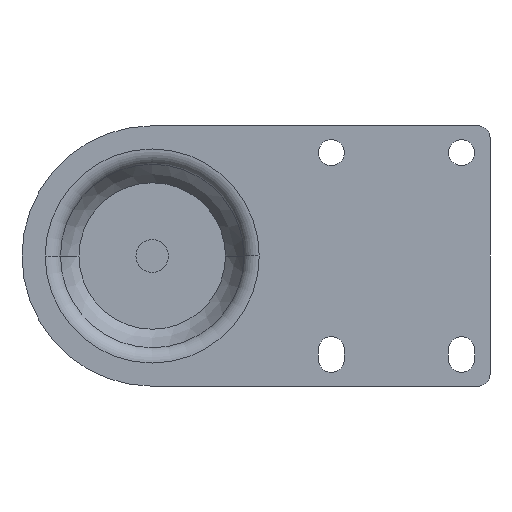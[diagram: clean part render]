
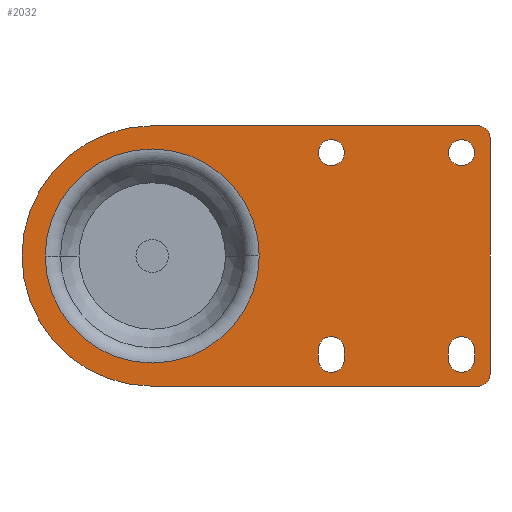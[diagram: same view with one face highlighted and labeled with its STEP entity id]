
A CAD part, left-side view. The second image highlights one B-rep face of the part: STEP entity #2032.
In plain terms, the highlighted planar face has unit normal (-1, 0, 0).
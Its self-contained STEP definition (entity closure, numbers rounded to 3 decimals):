
#33=CARTESIAN_POINT('',(0.,-20.,-14.5));
#34=DIRECTION('',(-1.,0.,0.));
#35=DIRECTION('',(0.,0.,-1.));
#36=AXIS2_PLACEMENT_3D('',#33,#34,#35);
#38=DIRECTION('',(0.,1.,0.));
#39=VECTOR('',#38,40.);
#40=CARTESIAN_POINT('',(0.,-20.,-16.));
#41=LINE('',#40,#39);
#42=CARTESIAN_POINT('',(0.,20.,0.));
#43=DIRECTION('',(1.,0.,0.));
#44=DIRECTION('',(0.,0.,-1.));
#45=AXIS2_PLACEMENT_3D('',#42,#43,#44);
#47=DIRECTION('',(0.,-1.,0.));
#48=VECTOR('',#47,40.);
#49=CARTESIAN_POINT('',(0.,20.,16.));
#50=LINE('',#49,#48);
#51=CARTESIAN_POINT('',(0.,-20.,14.5));
#52=DIRECTION('',(-1.,0.,0.));
#53=DIRECTION('',(0.,-1.,0.));
#54=AXIS2_PLACEMENT_3D('',#51,#52,#53);
#56=DIRECTION('',(0.,0.,-1.));
#57=VECTOR('',#56,29.);
#58=CARTESIAN_POINT('',(0.,-21.5,14.5));
#59=LINE('',#58,#57);
#60=CARTESIAN_POINT('',(0.,-2.,12.7));
#61=DIRECTION('',(-1.,0.,0.));
#62=DIRECTION('',(0.,0.,1.));
#63=AXIS2_PLACEMENT_3D('',#60,#61,#62);
#65=CARTESIAN_POINT('',(0.,-2.,12.7));
#66=DIRECTION('',(-1.,0.,0.));
#67=DIRECTION('',(0.,0.,-1.));
#68=AXIS2_PLACEMENT_3D('',#65,#66,#67);
#70=CARTESIAN_POINT('',(0.,-18.,12.7));
#71=DIRECTION('',(-1.,0.,0.));
#72=DIRECTION('',(0.,0.,1.));
#73=AXIS2_PLACEMENT_3D('',#70,#71,#72);
#75=CARTESIAN_POINT('',(0.,-18.,12.7));
#76=DIRECTION('',(-1.,0.,0.));
#77=DIRECTION('',(0.,0.,-1.));
#78=AXIS2_PLACEMENT_3D('',#75,#76,#77);
#80=DIRECTION('',(0.,0.,1.));
#81=VECTOR('',#80,1.2);
#82=CARTESIAN_POINT('',(0.,-19.6,-12.7));
#83=LINE('',#82,#81);
#84=CARTESIAN_POINT('',(0.,-18.,-11.5));
#85=DIRECTION('',(-1.,0.,0.));
#86=DIRECTION('',(0.,-1.,0.));
#87=AXIS2_PLACEMENT_3D('',#84,#85,#86);
#89=DIRECTION('',(0.,0.,-1.));
#90=VECTOR('',#89,1.2);
#91=CARTESIAN_POINT('',(0.,-16.4,-11.5));
#92=LINE('',#91,#90);
#93=CARTESIAN_POINT('',(0.,-18.,-12.7));
#94=DIRECTION('',(-1.,0.,0.));
#95=DIRECTION('',(0.,1.,0.));
#96=AXIS2_PLACEMENT_3D('',#93,#94,#95);
#98=DIRECTION('',(0.,0.,1.));
#99=VECTOR('',#98,1.2);
#100=CARTESIAN_POINT('',(0.,-3.6,-12.7));
#101=LINE('',#100,#99);
#102=CARTESIAN_POINT('',(0.,-2.,-11.5));
#103=DIRECTION('',(-1.,0.,0.));
#104=DIRECTION('',(0.,-1.,0.));
#105=AXIS2_PLACEMENT_3D('',#102,#103,#104);
#107=DIRECTION('',(0.,0.,-1.));
#108=VECTOR('',#107,1.2);
#109=CARTESIAN_POINT('',(0.,-0.4,-11.5));
#110=LINE('',#109,#108);
#111=CARTESIAN_POINT('',(0.,-2.,-12.7));
#112=DIRECTION('',(-1.,0.,0.));
#113=DIRECTION('',(0.,1.,0.));
#114=AXIS2_PLACEMENT_3D('',#111,#112,#113);
#116=CARTESIAN_POINT('',(0.,20.,0.));
#117=DIRECTION('',(1.,0.,0.));
#118=DIRECTION('',(0.,-1.,0.));
#119=AXIS2_PLACEMENT_3D('',#116,#117,#118);
#121=CARTESIAN_POINT('',(0.,20.,0.));
#122=DIRECTION('',(1.,0.,0.));
#123=DIRECTION('',(0.,1.,0.));
#124=AXIS2_PLACEMENT_3D('',#121,#122,#123);
#1531=CARTESIAN_POINT('',(0.,-2.,14.3));
#1532=CARTESIAN_POINT('',(0.,-2.,11.1));
#1533=VERTEX_POINT('',#1531);
#1534=VERTEX_POINT('',#1532);
#1535=CARTESIAN_POINT('',(0.,-18.,14.3));
#1536=CARTESIAN_POINT('',(0.,-18.,11.1));
#1537=VERTEX_POINT('',#1535);
#1538=VERTEX_POINT('',#1536);
#1539=CARTESIAN_POINT('',(0.,20.,-16.));
#1540=CARTESIAN_POINT('',(0.,20.,16.));
#1541=VERTEX_POINT('',#1539);
#1542=VERTEX_POINT('',#1540);
#1543=CARTESIAN_POINT('',(0.,-19.6,-12.7));
#1544=CARTESIAN_POINT('',(0.,-19.6,-11.5));
#1545=VERTEX_POINT('',#1543);
#1546=VERTEX_POINT('',#1544);
#1547=CARTESIAN_POINT('',(0.,-16.4,-11.5));
#1548=VERTEX_POINT('',#1547);
#1549=CARTESIAN_POINT('',(0.,-16.4,-12.7));
#1550=VERTEX_POINT('',#1549);
#1551=CARTESIAN_POINT('',(0.,-3.6,-12.7));
#1552=CARTESIAN_POINT('',(0.,-3.6,-11.5));
#1553=VERTEX_POINT('',#1551);
#1554=VERTEX_POINT('',#1552);
#1555=CARTESIAN_POINT('',(0.,-0.4,-11.5));
#1556=VERTEX_POINT('',#1555);
#1557=CARTESIAN_POINT('',(0.,-0.4,-12.7));
#1558=VERTEX_POINT('',#1557);
#1595=CARTESIAN_POINT('',(0.,6.849,0.));
#1596=CARTESIAN_POINT('',(0.,33.151,0.));
#1597=VERTEX_POINT('',#1595);
#1598=VERTEX_POINT('',#1596);
#1603=CARTESIAN_POINT('',(0.,-20.,-16.));
#1604=CARTESIAN_POINT('',(0.,-21.5,-14.5));
#1605=VERTEX_POINT('',#1603);
#1606=VERTEX_POINT('',#1604);
#1611=CARTESIAN_POINT('',(0.,-21.5,14.5));
#1612=CARTESIAN_POINT('',(0.,-20.,16.));
#1613=VERTEX_POINT('',#1611);
#1614=VERTEX_POINT('',#1612);
#1975=CARTESIAN_POINT('',(0.,0.,0.));
#1976=DIRECTION('',(1.,0.,0.));
#1977=DIRECTION('',(0.,0.,1.));
#1978=AXIS2_PLACEMENT_3D('',#1975,#1976,#1977);
#1979=PLANE('',#1978);
#1981=ORIENTED_EDGE('',*,*,#1980,.F.);
#1983=ORIENTED_EDGE('',*,*,#1982,.T.);
#1985=ORIENTED_EDGE('',*,*,#1984,.T.);
#1987=ORIENTED_EDGE('',*,*,#1986,.T.);
#1989=ORIENTED_EDGE('',*,*,#1988,.F.);
#1991=ORIENTED_EDGE('',*,*,#1990,.T.);
#1992=EDGE_LOOP('',(#1981,#1983,#1985,#1987,#1989,#1991));
#1993=FACE_OUTER_BOUND('',#1992,.F.);
#1995=ORIENTED_EDGE('',*,*,#1994,.T.);
#1997=ORIENTED_EDGE('',*,*,#1996,.T.);
#1998=EDGE_LOOP('',(#1995,#1997));
#1999=FACE_BOUND('',#1998,.F.);
#2001=ORIENTED_EDGE('',*,*,#2000,.T.);
#2003=ORIENTED_EDGE('',*,*,#2002,.T.);
#2004=EDGE_LOOP('',(#2001,#2003));
#2005=FACE_BOUND('',#2004,.F.);
#2007=ORIENTED_EDGE('',*,*,#2006,.T.);
#2009=ORIENTED_EDGE('',*,*,#2008,.T.);
#2011=ORIENTED_EDGE('',*,*,#2010,.T.);
#2013=ORIENTED_EDGE('',*,*,#2012,.T.);
#2014=EDGE_LOOP('',(#2007,#2009,#2011,#2013));
#2015=FACE_BOUND('',#2014,.F.);
#2017=ORIENTED_EDGE('',*,*,#2016,.T.);
#2019=ORIENTED_EDGE('',*,*,#2018,.T.);
#2021=ORIENTED_EDGE('',*,*,#2020,.T.);
#2023=ORIENTED_EDGE('',*,*,#2022,.T.);
#2024=EDGE_LOOP('',(#2017,#2019,#2021,#2023));
#2025=FACE_BOUND('',#2024,.F.);
#2027=ORIENTED_EDGE('',*,*,#2026,.F.);
#2029=ORIENTED_EDGE('',*,*,#2028,.F.);
#2030=EDGE_LOOP('',(#2027,#2029));
#2031=FACE_BOUND('',#2030,.F.);
#2032=ADVANCED_FACE('',(#1993,#1999,#2005,#2015,#2025,#2031),#1979,.F.);
#37=CIRCLE('',#36,1.5);
#46=CIRCLE('',#45,16.);
#55=CIRCLE('',#54,1.5);
#64=CIRCLE('',#63,1.6);
#69=CIRCLE('',#68,1.6);
#74=CIRCLE('',#73,1.6);
#79=CIRCLE('',#78,1.6);
#88=CIRCLE('',#87,1.6);
#97=CIRCLE('',#96,1.6);
#106=CIRCLE('',#105,1.6);
#115=CIRCLE('',#114,1.6);
#120=CIRCLE('',#119,13.151);
#125=CIRCLE('',#124,13.151);
#1980=EDGE_CURVE('',#1605,#1606,#37,.T.);
#1982=EDGE_CURVE('',#1605,#1541,#41,.T.);
#1984=EDGE_CURVE('',#1541,#1542,#46,.T.);
#1986=EDGE_CURVE('',#1542,#1614,#50,.T.);
#1988=EDGE_CURVE('',#1613,#1614,#55,.T.);
#1990=EDGE_CURVE('',#1613,#1606,#59,.T.);
#1994=EDGE_CURVE('',#1533,#1534,#64,.T.);
#1996=EDGE_CURVE('',#1534,#1533,#69,.T.);
#2000=EDGE_CURVE('',#1537,#1538,#74,.T.);
#2002=EDGE_CURVE('',#1538,#1537,#79,.T.);
#2006=EDGE_CURVE('',#1545,#1546,#83,.T.);
#2008=EDGE_CURVE('',#1546,#1548,#88,.T.);
#2010=EDGE_CURVE('',#1548,#1550,#92,.T.);
#2012=EDGE_CURVE('',#1550,#1545,#97,.T.);
#2016=EDGE_CURVE('',#1553,#1554,#101,.T.);
#2018=EDGE_CURVE('',#1554,#1556,#106,.T.);
#2020=EDGE_CURVE('',#1556,#1558,#110,.T.);
#2022=EDGE_CURVE('',#1558,#1553,#115,.T.);
#2026=EDGE_CURVE('',#1597,#1598,#120,.T.);
#2028=EDGE_CURVE('',#1598,#1597,#125,.T.);
